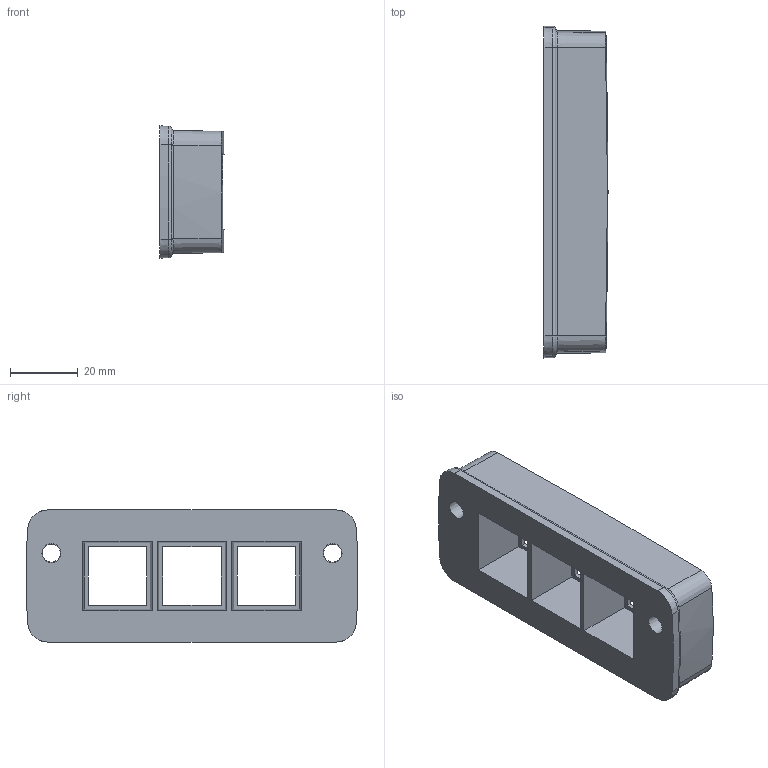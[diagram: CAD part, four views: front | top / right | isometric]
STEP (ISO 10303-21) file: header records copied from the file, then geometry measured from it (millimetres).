
FILE_DESCRIPTION(/* description */ (''),/* implementation_level */ '2;1');
FILE_NAME(/* name */ '28799.4_KDS-SR-FB2-C.stp',/* time_stamp */ '2023-12-07T14:48:01+01:00',/* author */ (''),/* organization */ (''),/* preprocessor_version */ 'ST-DEVELOPER v19.4',/* originating_system */ 'SIEMENS PLM Software NX2212.8301',/* authorisation */ '');
FILE_SCHEMA (('AUTOMOTIVE_DESIGN { 1 0 10303 214 3 1 1 1 }'));
Length unit declared in the file: millimetre
Products named in the file (1): 28799.4_KDS-SR-FB2-C_objects
Bounding box: 18.91 x 98 x 39 mm (x, y, z)
Volume: 40687.1 mm3; surface area: 15164.7 mm2
Topology: 1 solids, 1 shells, 76 faces, 184 edges, 116 vertices
Faces by surface type: plane 39, cone 16, torus 12, cylinder 8, bspline 1
Entity records: 2348 total; most frequent: CARTESIAN_POINT 558, DIRECTION 360, ORIENTED_EDGE 352, EDGE_CURVE 176, AXIS2_PLACEMENT_3D 126, VERTEX_POINT 112, LINE 108, VECTOR 108
